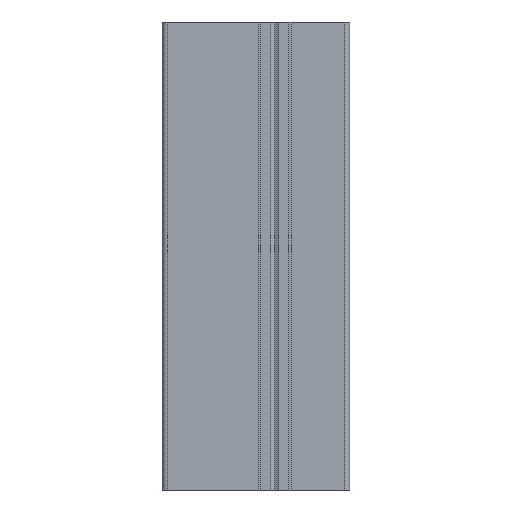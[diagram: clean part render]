
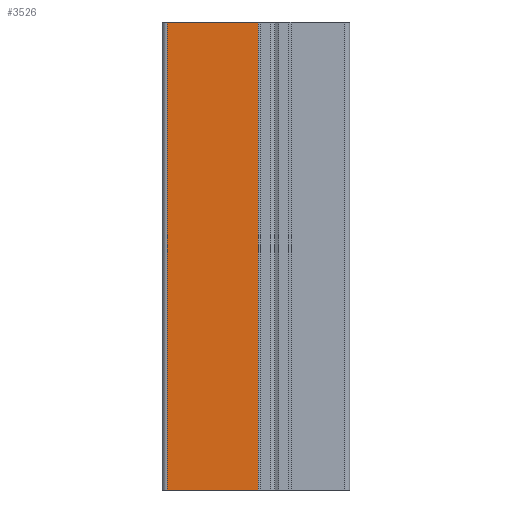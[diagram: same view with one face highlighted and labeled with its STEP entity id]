
A CAD part, left-side view. The second image highlights one B-rep face of the part: STEP entity #3526.
In plain terms, the highlighted planar face has unit normal (-1, 0, 0).
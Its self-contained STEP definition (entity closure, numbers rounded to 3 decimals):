
#306 = EDGE_LOOP ( 'NONE', ( #3288, #5331, #5155, #3678 ) ) ;
#433 = VECTOR ( 'NONE', #3603, 1000. ) ;
#704 = DIRECTION ( 'NONE',  ( 0., 0., -1. ) ) ;
#738 = CARTESIAN_POINT ( 'NONE',  ( 87.735, 196.905, 100. ) ) ;
#858 = CARTESIAN_POINT ( 'NONE',  ( 87.735, 196.905, 0. ) ) ;
#1114 = CARTESIAN_POINT ( 'NONE',  ( 87.735, 177.405, 100. ) ) ;
#1194 = DIRECTION ( 'NONE',  ( 0., 0., -1. ) ) ;
#1303 = VERTEX_POINT ( 'NONE', #4820 ) ;
#1403 = LINE ( 'NONE', #3427, #3659 ) ;
#1604 = LINE ( 'NONE', #2728, #3862 ) ;
#1653 = LINE ( 'NONE', #858, #433 ) ;
#2724 = VERTEX_POINT ( 'NONE', #4182 ) ;
#2728 = CARTESIAN_POINT ( 'NONE',  ( 87.735, 196.905, 100. ) ) ;
#2761 = VECTOR ( 'NONE', #4733, 1000. ) ;
#2887 = AXIS2_PLACEMENT_3D ( 'NONE', #738, #3902, #1194 ) ;
#2950 = EDGE_CURVE ( 'NONE', #4696, #2724, #1653, .T. ) ;
#3069 = FACE_OUTER_BOUND ( 'NONE', #306, .T. ) ;
#3186 = DIRECTION ( 'NONE',  ( 0., -1., 0. ) ) ;
#3284 = CARTESIAN_POINT ( 'NONE',  ( 87.735, 177.405, 100. ) ) ;
#3288 = ORIENTED_EDGE ( 'NONE', *, *, #2950, .T. ) ;
#3427 = CARTESIAN_POINT ( 'NONE',  ( 87.735, 196.905, 100. ) ) ;
#3462 = PLANE ( 'NONE',  #2887 ) ;
#3526 = ADVANCED_FACE ( 'NONE', ( #3069 ), #3462, .F. ) ;
#3603 = DIRECTION ( 'NONE',  ( 0., -1., 0. ) ) ;
#3659 = VECTOR ( 'NONE', #704, 1000. ) ;
#3678 = ORIENTED_EDGE ( 'NONE', *, *, #5019, .T. ) ;
#3862 = VECTOR ( 'NONE', #3186, 1000. ) ;
#3902 = DIRECTION ( 'NONE',  ( 1., 0., 0. ) ) ;
#4098 = LINE ( 'NONE', #1114, #2761 ) ;
#4102 = EDGE_CURVE ( 'NONE', #4567, #2724, #4098, .T. ) ;
#4182 = CARTESIAN_POINT ( 'NONE',  ( 87.735, 177.405, 0. ) ) ;
#4567 = VERTEX_POINT ( 'NONE', #3284 ) ;
#4696 = VERTEX_POINT ( 'NONE', #5172 ) ;
#4733 = DIRECTION ( 'NONE',  ( 0., 0., -1. ) ) ;
#4820 = CARTESIAN_POINT ( 'NONE',  ( 87.735, 196.905, 100. ) ) ;
#5019 = EDGE_CURVE ( 'NONE', #1303, #4696, #1403, .T. ) ;
#5155 = ORIENTED_EDGE ( 'NONE', *, *, #5516, .F. ) ;
#5172 = CARTESIAN_POINT ( 'NONE',  ( 87.735, 196.905, 0. ) ) ;
#5331 = ORIENTED_EDGE ( 'NONE', *, *, #4102, .F. ) ;
#5516 = EDGE_CURVE ( 'NONE', #1303, #4567, #1604, .T. ) ;
